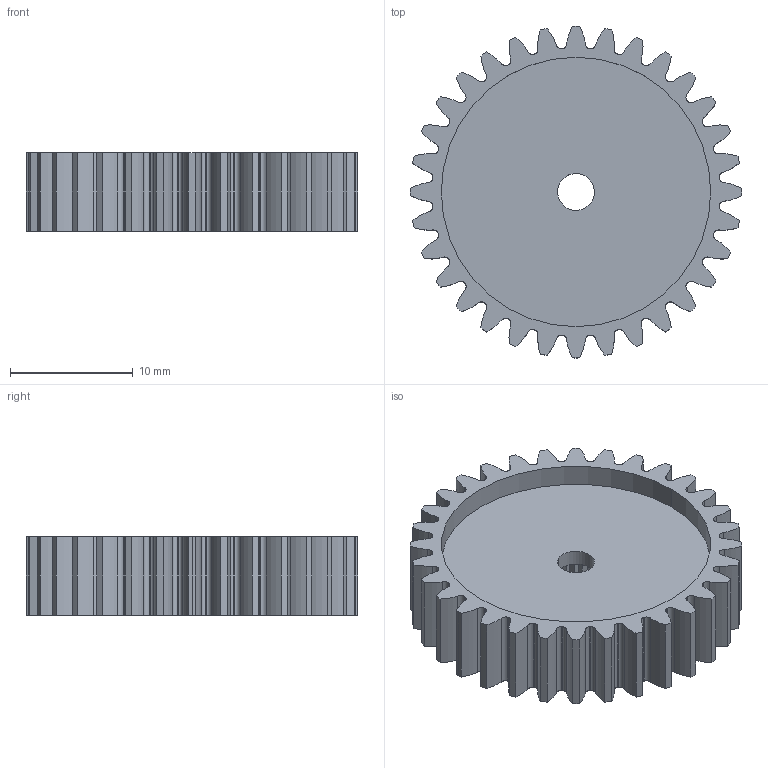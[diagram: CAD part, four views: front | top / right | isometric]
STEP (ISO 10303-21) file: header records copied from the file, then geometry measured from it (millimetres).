
FILE_DESCRIPTION (( 'STEP AP203' ), '1' );
FILE_NAME ('615290.STEP', '2016-10-04T20:27:19', ( '' ), ( '' ), 'SwSTEP 2.0', 'SolidWorks 2014', '' );
FILE_SCHEMA (( 'CONFIG_CONTROL_DESIGN' ));
Length unit declared in the file: millimetre
Products named in the file (1): 615290
Bounding box: 26.99 x 26.99 x 6.35 mm (x, y, z)
Volume: 1798.2 mm3; surface area: 2383.5 mm2
Topology: 1 solids, 1 shells, 322 faces, 945 edges, 630 vertices
Faces by surface type: bspline 128, plane 119, cylinder 75
Entity records: 15052 total; most frequent: CARTESIAN_POINT 7146, ORIENTED_EDGE 1890, DIRECTION 1229, EDGE_CURVE 945, VERTEX_POINT 630, VECTOR 539, LINE 539, AXIS2_PLACEMENT_3D 345
